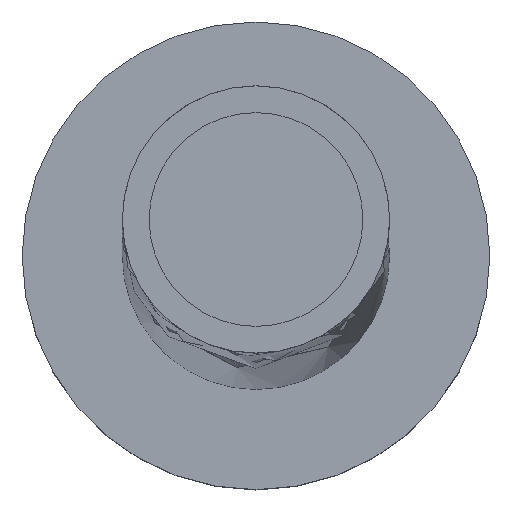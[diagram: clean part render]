
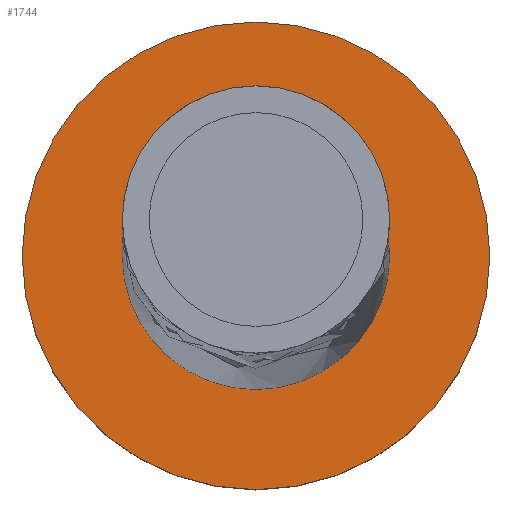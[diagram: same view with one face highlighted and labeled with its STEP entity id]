
A CAD part, top view. The second image highlights one B-rep face of the part: STEP entity #1744.
In plain terms, the highlighted planar face has unit normal (0, 0, 1).
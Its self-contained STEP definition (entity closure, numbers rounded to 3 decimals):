
#92 = EDGE_LOOP ( 'NONE', ( #177, #916 ) ) ;
#111 = DIRECTION ( 'NONE',  ( 1., 0., 0. ) ) ;
#127 = ORIENTED_EDGE ( 'NONE', *, *, #1321, .F. ) ;
#131 = AXIS2_PLACEMENT_3D ( 'NONE', #1429, #2059, #111 ) ;
#132 = EDGE_CURVE ( 'NONE', #1298, #993, #1467, .T. ) ;
#149 = DIRECTION ( 'NONE',  ( 0., 0., 1. ) ) ;
#177 = ORIENTED_EDGE ( 'NONE', *, *, #1463, .T. ) ;
#188 = CARTESIAN_POINT ( 'NONE',  ( 0., 0., 5. ) ) ;
#305 = CARTESIAN_POINT ( 'NONE',  ( 7., 0., 5. ) ) ;
#454 = VERTEX_POINT ( 'NONE', #305 ) ;
#470 = CIRCLE ( 'NONE', #1027, 4. ) ;
#486 = FACE_BOUND ( 'NONE', #901, .T. ) ;
#589 = CARTESIAN_POINT ( 'NONE',  ( 0., 0., 5. ) ) ;
#767 = PLANE ( 'NONE',  #131 ) ;
#776 = DIRECTION ( 'NONE',  ( 1., 0., 0. ) ) ;
#784 = ORIENTED_EDGE ( 'NONE', *, *, #132, .F. ) ;
#815 = DIRECTION ( 'NONE',  ( 0., 0., 1. ) ) ;
#819 = AXIS2_PLACEMENT_3D ( 'NONE', #1238, #149, #776 ) ;
#879 = AXIS2_PLACEMENT_3D ( 'NONE', #188, #815, #1164 ) ;
#884 = DIRECTION ( 'NONE',  ( 0., 0., 1. ) ) ;
#901 = EDGE_LOOP ( 'NONE', ( #784, #127 ) ) ;
#916 = ORIENTED_EDGE ( 'NONE', *, *, #1800, .T. ) ;
#931 = AXIS2_PLACEMENT_3D ( 'NONE', #1521, #884, #2019 ) ;
#980 = CARTESIAN_POINT ( 'NONE',  ( -7., 0., 5. ) ) ;
#993 = VERTEX_POINT ( 'NONE', #1809 ) ;
#1027 = AXIS2_PLACEMENT_3D ( 'NONE', #589, #1396, #1186 ) ;
#1061 = CARTESIAN_POINT ( 'NONE',  ( -4., 0., 5. ) ) ;
#1081 = FACE_OUTER_BOUND ( 'NONE', #92, .T. ) ;
#1101 = CIRCLE ( 'NONE', #931, 7. ) ;
#1164 = DIRECTION ( 'NONE',  ( 1., 0., 0. ) ) ;
#1186 = DIRECTION ( 'NONE',  ( 1., 0., 0. ) ) ;
#1238 = CARTESIAN_POINT ( 'NONE',  ( 0., 0., 5. ) ) ;
#1298 = VERTEX_POINT ( 'NONE', #1061 ) ;
#1321 = EDGE_CURVE ( 'NONE', #993, #1298, #470, .T. ) ;
#1396 = DIRECTION ( 'NONE',  ( 0., 0., 1. ) ) ;
#1429 = CARTESIAN_POINT ( 'NONE',  ( 0., 0., 5. ) ) ;
#1463 = EDGE_CURVE ( 'NONE', #2018, #454, #1101, .T. ) ;
#1467 = CIRCLE ( 'NONE', #879, 4. ) ;
#1521 = CARTESIAN_POINT ( 'NONE',  ( 0., 0., 5. ) ) ;
#1744 = ADVANCED_FACE ( 'NONE', ( #486, #1081 ), #767, .T. ) ;
#1757 = CIRCLE ( 'NONE', #819, 7. ) ;
#1800 = EDGE_CURVE ( 'NONE', #454, #2018, #1757, .T. ) ;
#1809 = CARTESIAN_POINT ( 'NONE',  ( 4., 0., 5. ) ) ;
#2018 = VERTEX_POINT ( 'NONE', #980 ) ;
#2019 = DIRECTION ( 'NONE',  ( 1., 0., 0. ) ) ;
#2059 = DIRECTION ( 'NONE',  ( 0., 0., 1. ) ) ;
